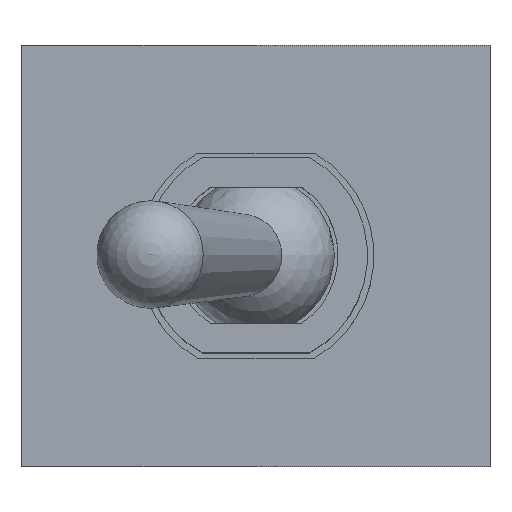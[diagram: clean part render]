
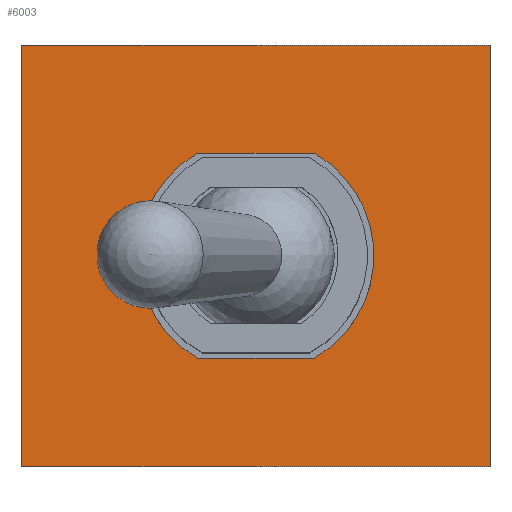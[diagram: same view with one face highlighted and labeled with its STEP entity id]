
A CAD part, top view. The second image highlights one B-rep face of the part: STEP entity #6003.
In plain terms, the highlighted planar face has unit normal (0, 0, 1).
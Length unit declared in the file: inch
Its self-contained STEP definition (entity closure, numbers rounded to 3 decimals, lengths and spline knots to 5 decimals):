
#5326=CARTESIAN_POINT('',(-0.06239,0.10945,0.41024));
#5327=VERTEX_POINT('',#5326);
#5334=CARTESIAN_POINT('',(-0.06239,-0.10945,0.41024));
#5335=VERTEX_POINT('',#5334);
#5336=CARTESIAN_POINT('',(0.0,0.0,0.41024));
#5337=DIRECTION('',(0.0,0.0,-1.0));
#5338=DIRECTION('',(0.495,-0.869,0.0));
#5339=AXIS2_PLACEMENT_3D('',#5336,#5337,#5338);
#5340=CIRCLE('',#5339,0.12598);
#5341=EDGE_CURVE('',#5335,#5327,#5340,.T.);
#5358=CARTESIAN_POINT('',(0.06239,0.10945,0.41024));
#5359=VERTEX_POINT('',#5358);
#5366=CARTESIAN_POINT('',(-0.06239,0.10945,0.41024));
#5367=DIRECTION('',(1.0,0.0,0.0));
#5368=VECTOR('',#5367,0.12479);
#5369=LINE('',#5366,#5368);
#5370=EDGE_CURVE('',#5327,#5359,#5369,.T.);
#5382=CARTESIAN_POINT('',(0.06239,-0.10945,0.41024));
#5383=VERTEX_POINT('',#5382);
#5390=CARTESIAN_POINT('',(0.0,0.0,0.41024));
#5391=DIRECTION('',(0.0,0.0,-1.0));
#5392=DIRECTION('',(-0.495,0.869,0.0));
#5393=AXIS2_PLACEMENT_3D('',#5390,#5391,#5392);
#5394=CIRCLE('',#5393,0.12598);
#5395=EDGE_CURVE('',#5359,#5383,#5394,.T.);
#5408=CARTESIAN_POINT('',(0.06239,-0.10945,0.41024));
#5409=DIRECTION('',(-1.0,0.0,0.0));
#5410=VECTOR('',#5409,0.12479);
#5411=LINE('',#5408,#5410);
#5412=EDGE_CURVE('',#5383,#5335,#5411,.T.);
#5806=CARTESIAN_POINT('',(0.25,0.225,0.41024));
#5807=VERTEX_POINT('',#5806);
#5814=CARTESIAN_POINT('',(0.25,-0.225,0.41024));
#5815=VERTEX_POINT('',#5814);
#5816=CARTESIAN_POINT('',(0.25,0.225,0.41024));
#5817=DIRECTION('',(0.0,-1.0,0.0));
#5818=VECTOR('',#5817,0.45);
#5819=LINE('',#5816,#5818);
#5820=EDGE_CURVE('',#5807,#5815,#5819,.T.);
#5855=CARTESIAN_POINT('',(-0.25,0.225,0.41024));
#5856=VERTEX_POINT('',#5855);
#5863=CARTESIAN_POINT('',(-0.25,0.225,0.41024));
#5864=DIRECTION('',(1.0,0.0,0.0));
#5865=VECTOR('',#5864,0.5);
#5866=LINE('',#5863,#5865);
#5867=EDGE_CURVE('',#5856,#5807,#5866,.T.);
#5945=CARTESIAN_POINT('',(-0.25,-0.225,0.41024));
#5946=VERTEX_POINT('',#5945);
#5947=CARTESIAN_POINT('',(0.25,-0.225,0.41024));
#5948=DIRECTION('',(-1.0,0.0,0.0));
#5949=VECTOR('',#5948,0.5);
#5950=LINE('',#5947,#5949);
#5951=EDGE_CURVE('',#5815,#5946,#5950,.T.);
#5973=CARTESIAN_POINT('',(-0.25,-0.225,0.41024));
#5974=DIRECTION('',(0.0,1.0,0.0));
#5975=VECTOR('',#5974,0.45);
#5976=LINE('',#5973,#5975);
#5977=EDGE_CURVE('',#5946,#5856,#5976,.T.);
#5986=CARTESIAN_POINT('',(-0.275,-0.2475,0.41024));
#5987=DIRECTION('',(0.0,0.0,1.0));
#5988=DIRECTION('',(1.0,0.0,0.0));
#5989=AXIS2_PLACEMENT_3D('',#5986,#5987,#5988);
#5990=PLANE('',#5989);
#5991=ORIENTED_EDGE('',*,*,#5820,.F.);
#5992=ORIENTED_EDGE('',*,*,#5867,.F.);
#5993=ORIENTED_EDGE('',*,*,#5977,.F.);
#5994=ORIENTED_EDGE('',*,*,#5951,.F.);
#5995=EDGE_LOOP('',(#5991,#5992,#5993,#5994));
#5996=FACE_OUTER_BOUND('',#5995,.T.);
#5997=ORIENTED_EDGE('',*,*,#5341,.T.);
#5998=ORIENTED_EDGE('',*,*,#5370,.T.);
#5999=ORIENTED_EDGE('',*,*,#5395,.T.);
#6000=ORIENTED_EDGE('',*,*,#5412,.T.);
#6001=EDGE_LOOP('',(#5997,#5998,#5999,#6000));
#6002=FACE_BOUND('',#6001,.T.);
#6003=ADVANCED_FACE('',(#5996,#6002),#5990,.T.);
